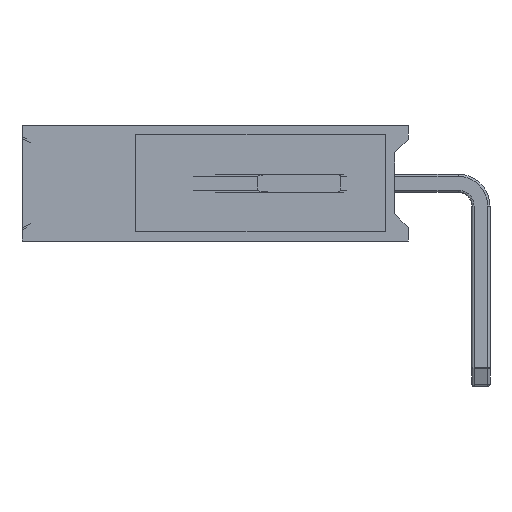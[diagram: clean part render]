
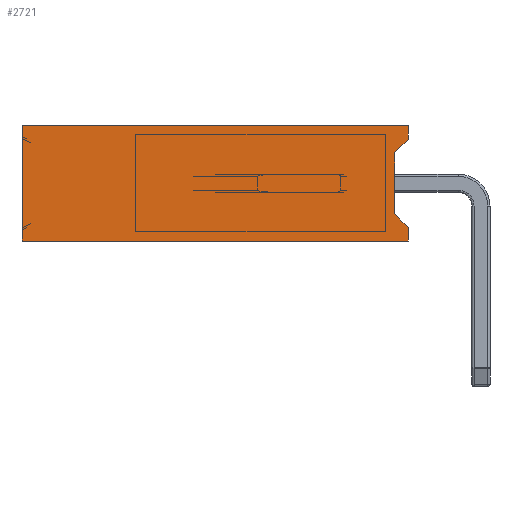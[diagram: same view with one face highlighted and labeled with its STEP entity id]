
A CAD part, left-side view. The second image highlights one B-rep face of the part: STEP entity #2721.
In plain terms, the highlighted planar face has unit normal (-1, 0, 0).
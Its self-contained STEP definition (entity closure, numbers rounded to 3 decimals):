
#214=PLANE('',#2959);
#289=FACE_OUTER_BOUND('',#452,.T.);
#452=EDGE_LOOP('',(#1821,#1822,#1823,#1824,#1825,#1826,#1827,#1828));
#619=LINE('',#4285,#817);
#623=LINE('',#4293,#821);
#629=LINE('',#4308,#827);
#640=LINE('',#4328,#838);
#641=LINE('',#4331,#839);
#644=LINE('',#4337,#842);
#645=LINE('',#4339,#843);
#646=LINE('',#4340,#844);
#817=VECTOR('',#3369,10.);
#821=VECTOR('',#3375,10.);
#827=VECTOR('',#3387,10.);
#838=VECTOR('',#3404,10.);
#839=VECTOR('',#3407,10.);
#842=VECTOR('',#3412,10.);
#843=VECTOR('',#3413,10.);
#844=VECTOR('',#3414,10.);
#1171=VERTEX_POINT('',#4283);
#1172=VERTEX_POINT('',#4284);
#1175=VERTEX_POINT('',#4292);
#1181=VERTEX_POINT('',#4307);
#1187=VERTEX_POINT('',#4326);
#1188=VERTEX_POINT('',#4330);
#1190=VERTEX_POINT('',#4336);
#1191=VERTEX_POINT('',#4338);
#1395=EDGE_CURVE('',#1171,#1172,#619,.T.);
#1399=EDGE_CURVE('',#1175,#1172,#623,.T.);
#1407=EDGE_CURVE('',#1175,#1181,#629,.T.);
#1418=EDGE_CURVE('',#1171,#1187,#640,.T.);
#1419=EDGE_CURVE('',#1188,#1181,#641,.T.);
#1422=EDGE_CURVE('',#1187,#1190,#644,.T.);
#1423=EDGE_CURVE('',#1191,#1190,#645,.T.);
#1424=EDGE_CURVE('',#1188,#1191,#646,.T.);
#1821=ORIENTED_EDGE('',*,*,#1399,.T.);
#1822=ORIENTED_EDGE('',*,*,#1395,.F.);
#1823=ORIENTED_EDGE('',*,*,#1418,.T.);
#1824=ORIENTED_EDGE('',*,*,#1422,.T.);
#1825=ORIENTED_EDGE('',*,*,#1423,.F.);
#1826=ORIENTED_EDGE('',*,*,#1424,.F.);
#1827=ORIENTED_EDGE('',*,*,#1419,.T.);
#1828=ORIENTED_EDGE('',*,*,#1407,.F.);
#2721=ADVANCED_FACE('',(#289),#214,.T.);
#2959=AXIS2_PLACEMENT_3D('',#4335,#3410,#3411);
#3369=DIRECTION('',(0.,0.707,-0.707));
#3375=DIRECTION('',(0.,0.,1.));
#3387=DIRECTION('',(0.,-0.707,-0.707));
#3404=DIRECTION('',(0.,0.,1.));
#3407=DIRECTION('',(0.,0.,1.));
#3410=DIRECTION('center_axis',(-1.,0.,0.));
#3411=DIRECTION('ref_axis',(0.,0.,
1.));
#3412=DIRECTION('',(0.,1.,0.));
#3413=DIRECTION('',(0.,0.,1.));
#3414=DIRECTION('',(0.,1.,0.));
#4283=CARTESIAN_POINT('',(-1.27,1.6,2.24));
#4284=CARTESIAN_POINT('',(-1.27,1.9,1.94));
#4285=CARTESIAN_POINT('',(-1.27,2.235,1.605));
#4292=CARTESIAN_POINT('',(-1.27,1.9,0.6));
#4293=CARTESIAN_POINT('',(-1.27,1.9,0.635));
#4307=CARTESIAN_POINT('',(-1.27,1.6,0.3));
#4308=CARTESIAN_POINT('',(-1.27,1.6,0.3));
#4326=CARTESIAN_POINT('',(-1.27,1.6,2.54));
#4328=CARTESIAN_POINT('',(-1.27,1.6,0.));
#4330=CARTESIAN_POINT('',(-1.27,1.6,0.));
#4331=CARTESIAN_POINT('',(-1.27,1.6,0.));
#4335=CARTESIAN_POINT('Origin',(-1.27,1.6,0.));
#4336=CARTESIAN_POINT('',(-1.27,10.1,2.54));
#4337=CARTESIAN_POINT('',(-1.27,1.6,2.54));
#4338=CARTESIAN_POINT('',(-1.27,10.1,0.));
#4339=CARTESIAN_POINT('',(-1.27,10.1,0.));
#4340=CARTESIAN_POINT('',(-1.27,1.6,0.));
